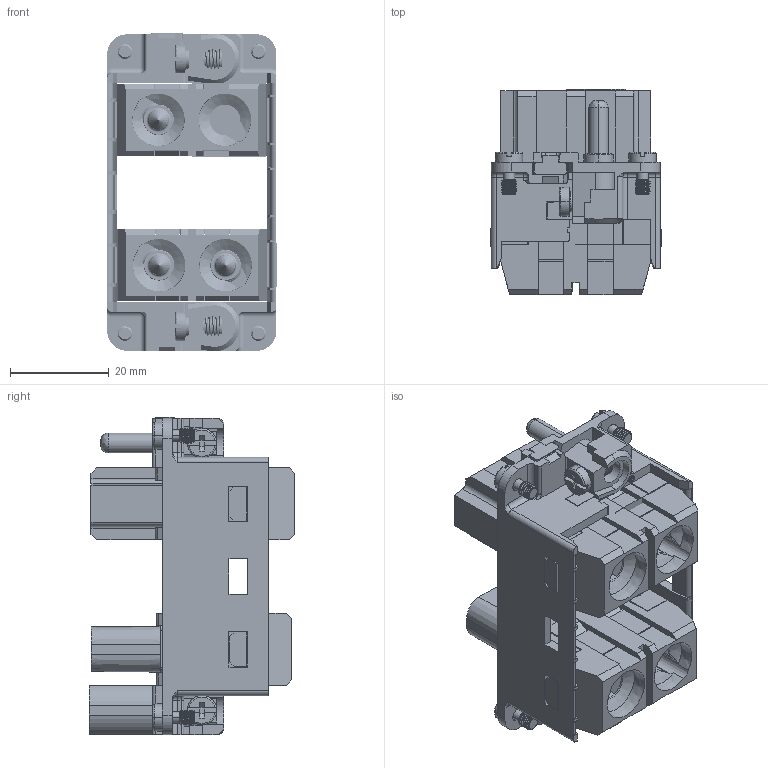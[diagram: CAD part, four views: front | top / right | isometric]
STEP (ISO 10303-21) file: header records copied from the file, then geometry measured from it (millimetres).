
FILE_DESCRIPTION((''),'2;1');
FILE_NAME('ASM0001_ASM','2017-03-22T',('tl.yang'),(''),'PRO/ENGINEER BY PARAMETRIC TECHNOLOGY CORPORATION, 2011500','PRO/ENGINEER BY PARAMETRIC TECHNOLOGY CORPORATION, 2011500','');
FILE_SCHEMA(('CONFIG_CONTROL_DESIGN'));
Products named in the file (16): HF10BN; HF10BN-B; PRT0001_3; 2; 40A-F; 1; 40A_ASM; ZHEN-M; ZHEN-F; 3; 40A-M; 40M_ASM; HF10B_ID26_X_T; HF10B_ID42_X_T; TANFANG; ASM0001_ASM
Assembly tree (23 placements, depth 3):
  ASM0001_ASM
    HF10BN
    HF10BN-B
    PRT0001_3  x2
    40A_ASM
      2
      40A-F  x2
      1
    ZHEN-M
    ZHEN-F
    40M_ASM
      3
      40A-M  x2
      1
    HF10B_ID26_X_T  x4
    HF10B_ID42_X_T  x2
    TANFANG
Bounding box: 34.39 x 41.55 x 64.22 mm (x, y, z)
Volume: 28013.7 mm3; surface area: 38648.4 mm2
Topology: 21 solids, 22 shells, 2425 faces, 6578 edges, 4224 vertices
Faces by surface type: plane 1271, cylinder 727, bspline 174, cone 135, torus 98, sphere 20
Entity records: 72630 total; most frequent: CARTESIAN_POINT 31020, ORIENTED_EDGE 9022, DIRECTION 8023, EDGE_CURVE 4513, VECTOR 3059, LINE 3059, VERTEX_POINT 2912, AXIS2_PLACEMENT_3D 2482
